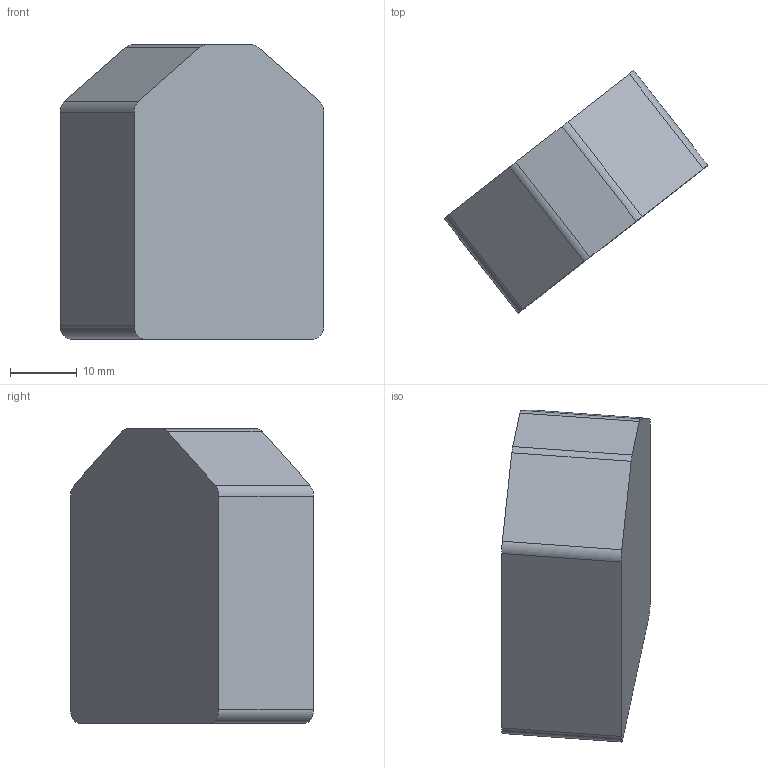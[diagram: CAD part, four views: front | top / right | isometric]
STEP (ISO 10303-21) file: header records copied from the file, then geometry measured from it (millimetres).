
FILE_DESCRIPTION(('CoCreate Modeling STEP Export'),'2;1');
FILE_NAME('m44.stp','2011-05-24T12:25:33',(''),(''),'CoCreate Modeling STEP processor for AP214 (Solid Model)','CoCreate Modeling 18.0P1120 20-Nov-2010 (C) Parametric Technology GmbH','');
FILE_SCHEMA(('AUTOMOTIVE_DESIGN { 1 0 10303 214 1 1 1 1 }'));
Length unit declared in the file: millimetre
Products named in the file (2): BODY_8____SOL254_-_WSP__MASTER_.PRT
Assembly tree (1 placements, depth 2):
  BODY_8____SOL254_-_WSP__MASTER_.PRT
    BODY_8____SOL254_-_WSP__MASTER_.PRT
Bounding box: 39.45 x 36.35 x 44 mm (x, y, z)
Volume: 26367.8 mm3; surface area: 5548.7 mm2
Topology: 1 solids, 1 shells, 14 faces, 36 edges, 24 vertices
Faces by surface type: plane 8, cylinder 6
Entity records: 477 total; most frequent: DIRECTION 80, CARTESIAN_POINT 76, ORIENTED_EDGE 72, EDGE_CURVE 36, AXIS2_PLACEMENT_3D 28, VECTOR 24, LINE 24, VERTEX_POINT 24
